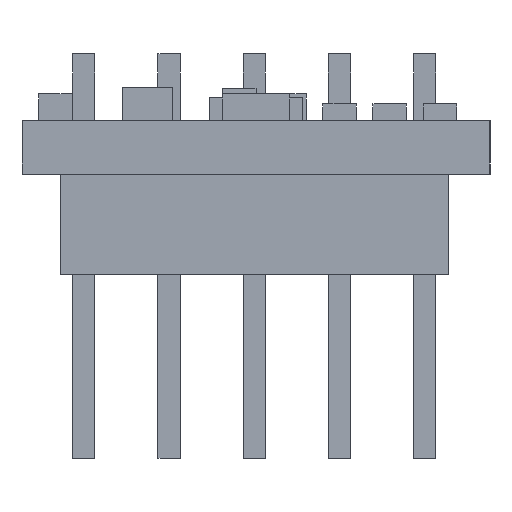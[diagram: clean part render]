
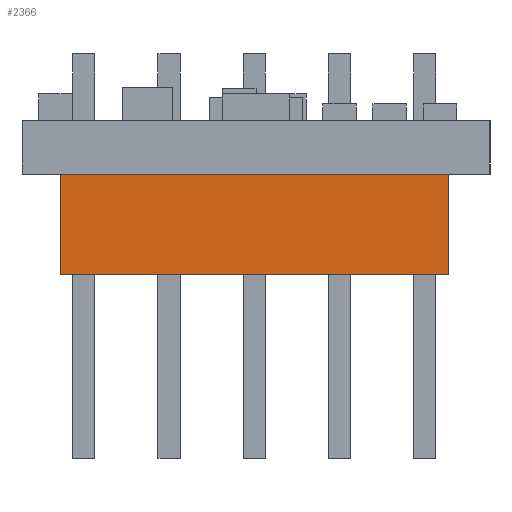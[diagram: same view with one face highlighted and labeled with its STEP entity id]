
A CAD part, left-side view. The second image highlights one B-rep face of the part: STEP entity #2366.
In plain terms, the highlighted planar face has unit normal (-1, 0, 0).
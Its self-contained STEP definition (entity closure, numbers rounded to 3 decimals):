
#255=FACE_OUTER_BOUND('',#398,.T.);
#398=EDGE_LOOP('',(#2127,#2128,#2129,#2130));
#673=LINE('',#3836,#944);
#674=LINE('',#3838,#945);
#675=LINE('',#3840,#946);
#676=LINE('',#3841,#947);
#944=VECTOR('',#3162,10.);
#945=VECTOR('',#3163,10.);
#946=VECTOR('',#3164,10.);
#947=VECTOR('',#3165,10.);
#1178=VERTEX_POINT('',#3834);
#1179=VERTEX_POINT('',#3835);
#1180=VERTEX_POINT('',#3837);
#1181=VERTEX_POINT('',#3839);
#1499=EDGE_CURVE('',#1178,#1179,#673,.T.);
#1500=EDGE_CURVE('',#1178,#1180,#674,.T.);
#1501=EDGE_CURVE('',#1181,#1180,#675,.T.);
#1502=EDGE_CURVE('',#1179,#1181,#676,.T.);
#2127=ORIENTED_EDGE('',*,*,#1499,.F.);
#2128=ORIENTED_EDGE('',*,*,#1500,.T.);
#2129=ORIENTED_EDGE('',*,*,#1501,.F.);
#2130=ORIENTED_EDGE('',*,*,#1502,.F.);
#2247=PLANE('',#2559);
#2366=ADVANCED_FACE('',(#255),#2247,.T.);
#2559=AXIS2_PLACEMENT_3D('',#3833,#3160,#3161);
#3160=DIRECTION('center_axis',(-1.,0.,0.));
#3161=DIRECTION('ref_axis',(0.,1.,0.));
#3162=DIRECTION('',(0.,-1.,0.));
#3163=DIRECTION('',(0.,0.,-1.));
#3164=DIRECTION('',(0.,1.,0.));
#3165=DIRECTION('',(0.,0.,-1.));
#3833=CARTESIAN_POINT('Origin',(16.306,1.247,0.));
#3834=CARTESIAN_POINT('',(16.306,12.855,0.));
#3835=CARTESIAN_POINT('',(16.306,1.247,0.));
#3836=CARTESIAN_POINT('',(16.306,12.855,0.));
#3837=CARTESIAN_POINT('',(16.306,12.855,-3.));
#3838=CARTESIAN_POINT('',(16.306,12.855,0.));
#3839=CARTESIAN_POINT('',(16.306,1.247,-3.));
#3840=CARTESIAN_POINT('',(16.306,12.855,-3.));
#3841=CARTESIAN_POINT('',(16.306,1.247,0.));
